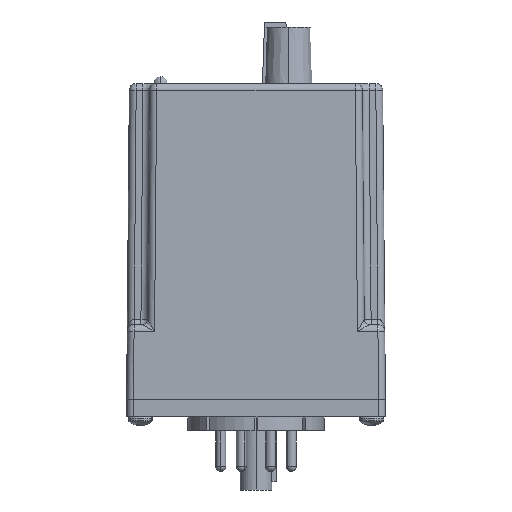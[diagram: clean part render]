
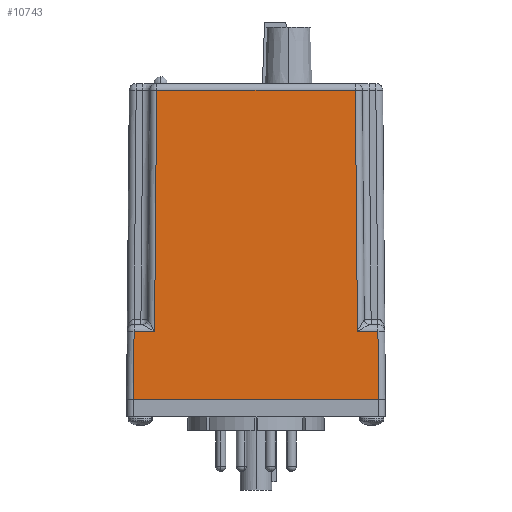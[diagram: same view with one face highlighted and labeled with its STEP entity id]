
A CAD part, left-side view. The second image highlights one B-rep face of the part: STEP entity #10743.
In plain terms, the highlighted planar face has unit normal (-1, 0, 0.009).
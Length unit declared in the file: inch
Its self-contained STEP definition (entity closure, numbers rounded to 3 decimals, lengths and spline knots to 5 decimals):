
#26 = VECTOR ( 'NONE', #9691, 39.37008 ) ;
#1727 = ORIENTED_EDGE ( 'NONE', *, *, #7075, .T. ) ;
#1868 = VECTOR ( 'NONE', #16292, 39.37008 ) ;
#2079 = CARTESIAN_POINT ( 'NONE',  ( -0.86954, -0.9305, 0.62555 ) ) ;
#2450 = VERTEX_POINT ( 'NONE', #11717 ) ;
#2518 = VERTEX_POINT ( 'NONE', #5828 ) ;
#2721 = DIRECTION ( 'NONE',  ( -1., 0., 0.009 ) ) ;
#2778 = DIRECTION ( 'NONE',  ( -0.009, 0.009, -1. ) ) ;
#2824 = LINE ( 'NONE', #22370, #26192 ) ;
#2992 = CARTESIAN_POINT ( 'NONE',  ( -0.86954, -0.93104, 0.62555 ) ) ;
#3042 = CARTESIAN_POINT ( 'NONE',  ( -0.875, -1.1875, 0. ) ) ;
#3973 = EDGE_CURVE ( 'NONE', #21946, #2450, #2824, .T. ) ;
#3990 = VERTEX_POINT ( 'NONE', #2992 ) ;
#4157 = DIRECTION ( 'NONE',  ( 0.009, 0.009, 1. ) ) ;
#5828 = CARTESIAN_POINT ( 'NONE',  ( -0.875, 1.1245, 0. ) ) ;
#5985 = LINE ( 'NONE', #30242, #26362 ) ;
#6131 = LINE ( 'NONE', #22495, #21512 ) ;
#6344 = EDGE_LOOP ( 'NONE', ( #8202, #19189, #7885, #28553, #1727, #20992, #19884, #24158 ) ) ;
#7022 = DIRECTION ( 'NONE',  ( 0.009, 0.009, 1. ) ) ;
#7075 = EDGE_CURVE ( 'NONE', #26867, #30034, #16229, .T. ) ;
#7885 = ORIENTED_EDGE ( 'NONE', *, *, #9955, .T. ) ;
#8202 = ORIENTED_EDGE ( 'NONE', *, *, #3973, .T. ) ;
#8273 = LINE ( 'NONE', #11024, #17109 ) ;
#9659 = VERTEX_POINT ( 'NONE', #18782 ) ;
#9691 = DIRECTION ( 'NONE',  ( 0., 1., 0. ) ) ;
#9955 = EDGE_CURVE ( 'NONE', #24494, #2518, #6131, .T. ) ;
#9999 = CARTESIAN_POINT ( 'NONE',  ( -0.86954, -1.11904, 0.62555 ) ) ;
#10693 = DIRECTION ( 'NONE',  ( 0., 1., 0. ) ) ;
#10743 = ADVANCED_FACE ( 'NONE', ( #27295 ), #25175, .T. ) ;
#11024 = CARTESIAN_POINT ( 'NONE',  ( -0.86954, 1.1185, 0.62555 ) ) ;
#11670 = EDGE_CURVE ( 'NONE', #3990, #9659, #15959, .T. ) ;
#11717 = CARTESIAN_POINT ( 'NONE',  ( -0.86954, 0.93104, 0.62555 ) ) ;
#12581 = DIRECTION ( 'NONE',  ( 0.009, 0., 1. ) ) ;
#13713 = AXIS2_PLACEMENT_3D ( 'NONE', #3042, #2721, #12581 ) ;
#14129 = CARTESIAN_POINT ( 'NONE',  ( -0.875, -1.12451, -0.00055 ) ) ;
#15577 = EDGE_CURVE ( 'NONE', #2450, #24494, #8273, .T. ) ;
#15959 = LINE ( 'NONE', #25818, #27143 ) ;
#16229 = LINE ( 'NONE', #14129, #23097 ) ;
#16292 = DIRECTION ( 'NONE',  ( 0., -1., 0. ) ) ;
#17109 = VECTOR ( 'NONE', #28297, 39.37008 ) ;
#17189 = DIRECTION ( 'NONE',  ( -0.009, 0.009, -1. ) ) ;
#18467 = CARTESIAN_POINT ( 'NONE',  ( -0.875, -1.1245, 0. ) ) ;
#18708 = CARTESIAN_POINT ( 'NONE',  ( -0.875, -1.1875, 0. ) ) ;
#18782 = CARTESIAN_POINT ( 'NONE',  ( -0.85024, -0.91174, 2.83755 ) ) ;
#18815 = CARTESIAN_POINT ( 'NONE',  ( -0.85024, 0.91174, 2.83755 ) ) ;
#19189 = ORIENTED_EDGE ( 'NONE', *, *, #15577, .T. ) ;
#19634 = CARTESIAN_POINT ( 'NONE',  ( -0.86954, 1.11904, 0.62555 ) ) ;
#19884 = ORIENTED_EDGE ( 'NONE', *, *, #11670, .T. ) ;
#20992 = ORIENTED_EDGE ( 'NONE', *, *, #30107, .T. ) ;
#21512 = VECTOR ( 'NONE', #2778, 39.37008 ) ;
#21946 = VERTEX_POINT ( 'NONE', #18815 ) ;
#21947 = LINE ( 'NONE', #2079, #26 ) ;
#22370 = CARTESIAN_POINT ( 'NONE',  ( -0.87484, 0.93634, 0.01853 ) ) ;
#22495 = CARTESIAN_POINT ( 'NONE',  ( -0.87482, 1.12433, 0.02017 ) ) ;
#23097 = VECTOR ( 'NONE', #7022, 39.37008 ) ;
#24158 = ORIENTED_EDGE ( 'NONE', *, *, #29894, .T. ) ;
#24494 = VERTEX_POINT ( 'NONE', #19634 ) ;
#25175 = PLANE ( 'NONE',  #13713 ) ;
#25818 = CARTESIAN_POINT ( 'NONE',  ( -0.87502, -0.93652, -0.00219 ) ) ;
#26192 = VECTOR ( 'NONE', #17189, 39.37008 ) ;
#26362 = VECTOR ( 'NONE', #10693, 39.37008 ) ;
#26867 = VERTEX_POINT ( 'NONE', #18467 ) ;
#27143 = VECTOR ( 'NONE', #4157, 39.37008 ) ;
#27295 = FACE_OUTER_BOUND ( 'NONE', #6344, .T. ) ;
#27478 = EDGE_CURVE ( 'NONE', #2518, #26867, #30695, .T. ) ;
#28297 = DIRECTION ( 'NONE',  ( 0., 1., 0. ) ) ;
#28553 = ORIENTED_EDGE ( 'NONE', *, *, #27478, .T. ) ;
#29894 = EDGE_CURVE ( 'NONE', #9659, #21946, #5985, .T. ) ;
#30034 = VERTEX_POINT ( 'NONE', #9999 ) ;
#30107 = EDGE_CURVE ( 'NONE', #30034, #3990, #21947, .T. ) ;
#30242 = CARTESIAN_POINT ( 'NONE',  ( -0.85024, 0.91119, 2.83755 ) ) ;
#30695 = LINE ( 'NONE', #18708, #1868 ) ;
